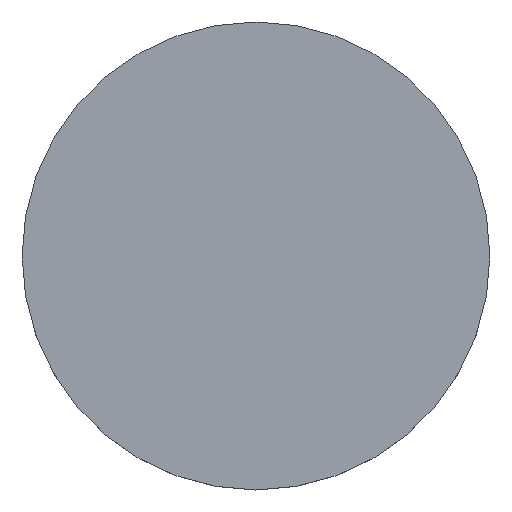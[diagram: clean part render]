
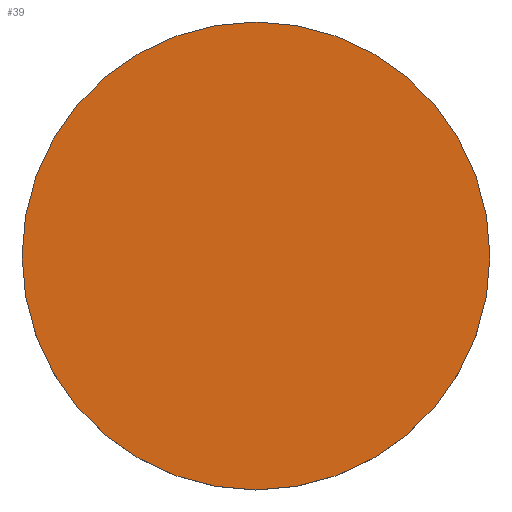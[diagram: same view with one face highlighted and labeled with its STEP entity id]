
A CAD part, top view. The second image highlights one B-rep face of the part: STEP entity #39.
In plain terms, the highlighted planar face has unit normal (0, 0, 1).
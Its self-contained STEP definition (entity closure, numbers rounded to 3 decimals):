
#18 = EDGE_LOOP ( 'NONE', ( #160, #216 ) ) ;
#28 = DIRECTION ( 'NONE',  ( 1., 0., 0. ) ) ;
#39 = ADVANCED_FACE ( 'NONE', ( #177 ), #61, .T. ) ;
#45 = EDGE_CURVE ( 'NONE', #94, #149, #158, .T. ) ;
#50 = DIRECTION ( 'NONE',  ( 0., 0., -1. ) ) ;
#61 = PLANE ( 'NONE',  #113 ) ;
#62 = AXIS2_PLACEMENT_3D ( 'NONE', #66, #50, #184 ) ;
#66 = CARTESIAN_POINT ( 'NONE',  ( 0., 0., 5. ) ) ;
#71 = AXIS2_PLACEMENT_3D ( 'NONE', #92, #148, #125 ) ;
#92 = CARTESIAN_POINT ( 'NONE',  ( 0., 0., 5. ) ) ;
#94 = VERTEX_POINT ( 'NONE', #235 ) ;
#100 = CIRCLE ( 'NONE', #62, 12.7 ) ;
#113 = AXIS2_PLACEMENT_3D ( 'NONE', #162, #234, #28 ) ;
#125 = DIRECTION ( 'NONE',  ( 1., 0., 0. ) ) ;
#148 = DIRECTION ( 'NONE',  ( 0., 0., -1. ) ) ;
#149 = VERTEX_POINT ( 'NONE', #227 ) ;
#158 = CIRCLE ( 'NONE', #71, 12.7 ) ;
#160 = ORIENTED_EDGE ( 'NONE', *, *, #192, .F. ) ;
#162 = CARTESIAN_POINT ( 'NONE',  ( 0., 26.112, 5. ) ) ;
#177 = FACE_OUTER_BOUND ( 'NONE', #18, .T. ) ;
#184 = DIRECTION ( 'NONE',  ( 1., 0., 0. ) ) ;
#192 = EDGE_CURVE ( 'NONE', #149, #94, #100, .T. ) ;
#216 = ORIENTED_EDGE ( 'NONE', *, *, #45, .F. ) ;
#227 = CARTESIAN_POINT ( 'NONE',  ( 12.7, 0., 5. ) ) ;
#234 = DIRECTION ( 'NONE',  ( 0., 0., 1. ) ) ;
#235 = CARTESIAN_POINT ( 'NONE',  ( -12.7, 0., 5. ) ) ;
